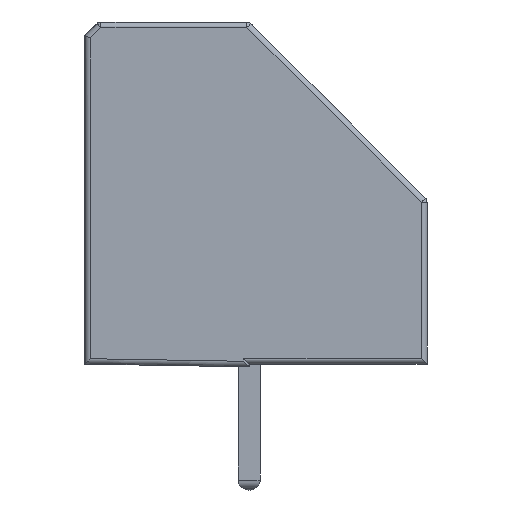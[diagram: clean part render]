
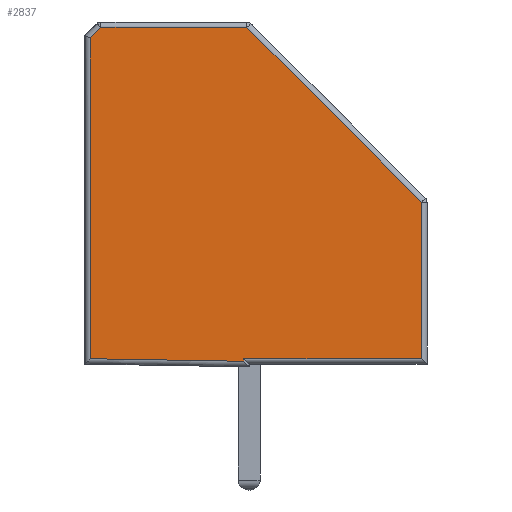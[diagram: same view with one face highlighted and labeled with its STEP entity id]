
A CAD part, left-side view. The second image highlights one B-rep face of the part: STEP entity #2837.
In plain terms, the highlighted planar face has unit normal (-1, 0, 0).
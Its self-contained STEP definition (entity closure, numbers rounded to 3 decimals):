
#13=DIRECTION('',(0.,0.,1.));
#28=VECTOR('',#29,1.);
#29=DIRECTION('',(0.,0.707,0.707));
#470=VECTOR('',#471,1.);
#471=DIRECTION('',(0.,0.,-1.));
#478=VECTOR('',#479,1.);
#479=DIRECTION('',(0.,-1.,-0.017));
#486=VECTOR('',#13,1.);
#493=VECTOR('',#494,1.);
#494=DIRECTION('',(0.,-1.,0.));
#506=VECTOR('',#507,1.);
#507=DIRECTION('',(0.,1.,0.));
#512=VECTOR('',#513,1.);
#513=DIRECTION('',(0.,0.707,-0.707));
#517=DIRECTION('',(-1.,0.,0.));
#518=DIRECTION('',(0.,-1.,0.));
#557=VERTEX_POINT('',#558);
#558=CARTESIAN_POINT('',(-2.5,0.083,12.4));
#568=EDGE_CURVE('',#569,#557,#571,.T.);
#569=VERTEX_POINT('',#570);
#570=CARTESIAN_POINT('',(-2.5,-6.3,6.017));
#571=LINE('',#572,#28);
#572=CARTESIAN_POINT('',(-2.5,-6.359,5.959));
#2837=ADVANCED_FACE('',(#2838),#2881,.T.);
#2838=FACE_BOUND('',#2839,.T.);
#2839=EDGE_LOOP('',(#2840,#2841,#2847,#2853,#2859,#2865,#2871,#2877));
#2840=ORIENTED_EDGE('',*,*,#568,.T.);
#2841=ORIENTED_EDGE('',*,*,#2842,.T.);
#2842=EDGE_CURVE('',#557,#2843,#2845,.T.);
#2843=VERTEX_POINT('',#2844);
#2844=CARTESIAN_POINT('',(-2.5,5.417,12.4));
#2845=LINE('',#2846,#506);
#2846=CARTESIAN_POINT('',(-2.5,0.,12.4));
#2847=ORIENTED_EDGE('',*,*,#2848,.T.);
#2848=EDGE_CURVE('',#2843,#2849,#2851,.T.);
#2849=VERTEX_POINT('',#2850);
#2850=CARTESIAN_POINT('',(-2.5,5.8,12.017));
#2851=LINE('',#2852,#512);
#2852=CARTESIAN_POINT('',(-2.5,5.359,12.459));
#2853=ORIENTED_EDGE('',*,*,#2854,.T.);
#2854=EDGE_CURVE('',#2849,#2855,#2857,.T.);
#2855=VERTEX_POINT('',#2856);
#2856=CARTESIAN_POINT('',(-2.5,5.8,0.297));
#2857=LINE('',#2858,#470);
#2858=CARTESIAN_POINT('',(-2.5,5.8,12.1));
#2859=ORIENTED_EDGE('',*,*,#2860,.T.);
#2860=EDGE_CURVE('',#2855,#2861,#2863,.T.);
#2861=VERTEX_POINT('',#2862);
#2862=CARTESIAN_POINT('',(-2.5,0.2,0.203));
#2863=LINE('',#2864,#478);
#2864=CARTESIAN_POINT('',(-2.5,5.997,0.3));
#2865=ORIENTED_EDGE('',*,*,#2866,.T.);
#2866=EDGE_CURVE('',#2861,#2867,#2869,.T.);
#2867=VERTEX_POINT('',#2868);
#2868=CARTESIAN_POINT('',(-2.5,0.2,0.3));
#2869=LINE('',#2870,#486);
#2870=CARTESIAN_POINT('',(-2.5,0.2,0.));
#2871=ORIENTED_EDGE('',*,*,#2872,.T.);
#2872=EDGE_CURVE('',#2867,#2873,#2875,.T.);
#2873=VERTEX_POINT('',#2874);
#2874=CARTESIAN_POINT('',(-2.5,-6.3,0.3));
#2875=LINE('',#2876,#493);
#2876=CARTESIAN_POINT('',(-2.5,0.,0.3));
#2877=ORIENTED_EDGE('',*,*,#2878,.T.);
#2878=EDGE_CURVE('',#2873,#569,#2879,.T.);
#2879=LINE('',#2880,#486);
#2880=CARTESIAN_POINT('',(-2.5,-6.3,0.1));
#2881=PLANE('',#2882);
#2882=AXIS2_PLACEMENT_3D('',#2883,#517,#518);
#2883=CARTESIAN_POINT('',(-2.5,0.417,5.581));
